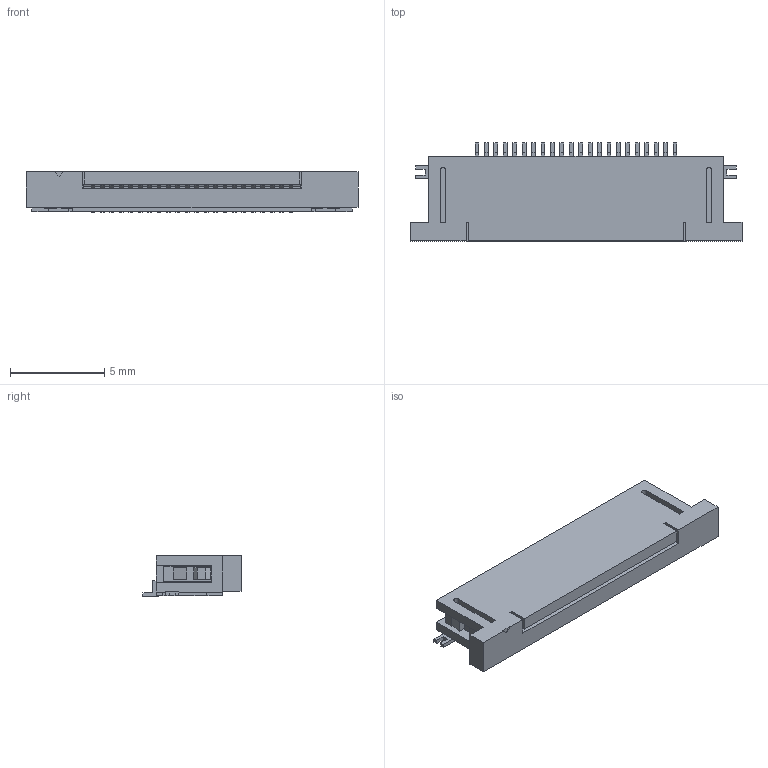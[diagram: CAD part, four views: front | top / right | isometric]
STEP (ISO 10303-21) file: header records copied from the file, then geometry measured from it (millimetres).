
FILE_DESCRIPTION(/* description */ (''),/* implementation_level */ '2;1');
FILE_NAME(/* name */ '524352271wbm000_01_214.stp',/* time_stamp */ '2023-01-04T21:19:17+08:00',/* author */ (''),/* organization */ (''),/* preprocessor_version */ 'ST-DEVELOPER v16.7',/* originating_system */ 'SIEMENS PLM Software NX 1919',/* authorisation */ '');
FILE_SCHEMA (('AUTOMOTIVE_DESIGN { 1 0 10303 214 3 1 1 1 }'));
Length unit declared in the file: millimetre
Products named in the file (1): 524352271wbm000_01
Bounding box: 17.6 x 5.2 x 2.16 mm (x, y, z)
Volume: 132.5 mm3; surface area: 442.5 mm2
Topology: 1 solids, 1 shells, 566 faces, 1638 edges, 1088 vertices
Faces by surface type: plane 496, cylinder 70
Entity records: 18398 total; most frequent: CARTESIAN_POINT 3293, ORIENTED_EDGE 3276, DIRECTION 2912, EDGE_CURVE 1638, LINE 1498, VECTOR 1498, VERTEX_POINT 1088, AXIS2_PLACEMENT_3D 707
